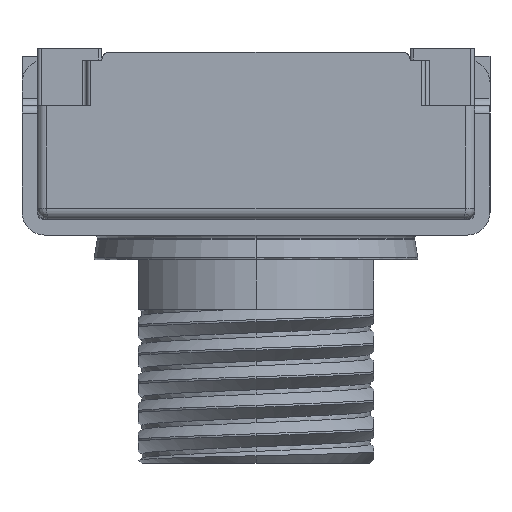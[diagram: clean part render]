
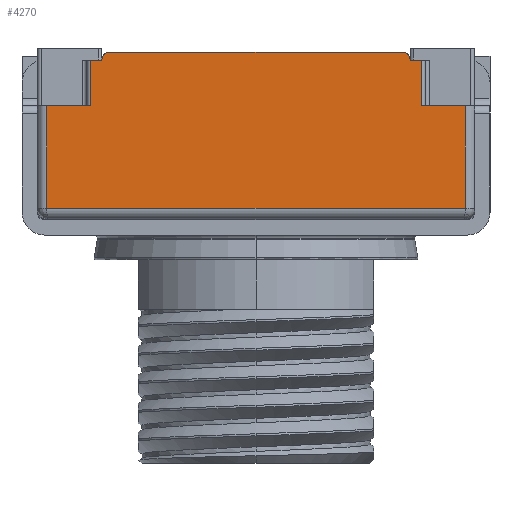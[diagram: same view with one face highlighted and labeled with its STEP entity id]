
A CAD part, left-side view. The second image highlights one B-rep face of the part: STEP entity #4270.
In plain terms, the highlighted face is planar.
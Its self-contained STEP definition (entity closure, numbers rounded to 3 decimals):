
#500=CARTESIAN_POINT('',(9.6,11.5,-0.2));
#510=VERTEX_POINT('',#500);
#560=CARTESIAN_POINT('',(1.7,11.5,-0.2));
#570=DIRECTION('',(1.,0.,0.));
#580=VECTOR('',#570,1.);
#590=LINE('',#560,#580);
#600=CARTESIAN_POINT('',(1.9,11.5,-0.2));
#610=VERTEX_POINT('',#600);
#620=EDGE_CURVE('',#610,#510,#590,.T.);
#3350=CARTESIAN_POINT('',(5.75,11.5,0.9));
#3360=DIRECTION('',(0.,1.,0.));
#3370=DIRECTION('',(0.,0.,1.));
#3380=AXIS2_PLACEMENT_3D('',#3350,#3360,#3370);
#3390=PLANE('',#3380);
#3400=CARTESIAN_POINT('',(11.5,11.5,3.9));
#3410=DIRECTION('',(1.,0.,0.));
#3420=VECTOR('',#3410,1.);
#3430=LINE('',#3400,#3420);
#3440=CARTESIAN_POINT('',(0.25,11.5,3.9));
#3450=VERTEX_POINT('',#3440);
#3460=CARTESIAN_POINT('',(11.25,11.5,3.9));
#3470=VERTEX_POINT('',#3460);
#3480=EDGE_CURVE('',#3450,#3470,#3430,.T.);
#3490=ORIENTED_EDGE('',*,*,#3480,.T.);
#3500=CARTESIAN_POINT('',(0.25,11.5,4.2));
#3510=DIRECTION('',(0.,0.,-1.));
#3520=VECTOR('',#3510,1.);
#3530=LINE('',#3500,#3520);
#3540=CARTESIAN_POINT('',(0.25,11.5,1.2));
#3550=VERTEX_POINT('',#3540);
#3560=EDGE_CURVE('',#3450,#3550,#3530,.T.);
#3570=ORIENTED_EDGE('',*,*,#3560,.F.);
#3580=CARTESIAN_POINT('',(1.3,11.5,1.2));
#3590=DIRECTION('',(-1.,0.,0.));
#3600=VECTOR('',#3590,1.);
#3610=LINE('',#3580,#3600);
#3620=CARTESIAN_POINT('',(1.4,11.5,1.2));
#3630=VERTEX_POINT('',#3620);
#3640=EDGE_CURVE('',#3630,#3550,#3610,.T.);
#3650=ORIENTED_EDGE('',*,*,#3640,.T.);
#3660=CARTESIAN_POINT('',(1.4,11.5,0.));
#3670=DIRECTION('',(0.,0.,1.));
#3680=VECTOR('',#3670,1.);
#3690=LINE('',#3660,#3680);
#3700=CARTESIAN_POINT('',(1.4,11.5,0.));
#3710=VERTEX_POINT('',#3700);
#3720=EDGE_CURVE('',#3710,#3630,#3690,.T.);
#3730=ORIENTED_EDGE('',*,*,#3720,.T.);
#3740=CARTESIAN_POINT('',(5.75,11.5,0.));
#3750=DIRECTION('',(-1.,0.,0.));
#3760=VECTOR('',#3750,1.);
#3770=LINE('',#3740,#3760);
#3780=CARTESIAN_POINT('',(1.7,11.5,0.));
#3790=VERTEX_POINT('',#3780);
#3800=EDGE_CURVE('',#3790,#3710,#3770,.T.);
#3810=ORIENTED_EDGE('',*,*,#3800,.T.);
#3820=CARTESIAN_POINT('',(1.9,11.5,0.));
#3830=DIRECTION('',(0.,1.,0.));
#3840=DIRECTION('',(-1.,0.,0.));
#3850=AXIS2_PLACEMENT_3D('',#3820,#3830,#3840);
#3860=CIRCLE('',#3850,0.2);
#3870=EDGE_CURVE('',#610,#3790,#3860,.T.);
#3880=ORIENTED_EDGE('',*,*,#3870,.T.);
#3890=ORIENTED_EDGE('',*,*,#620,.F.);
#3900=CARTESIAN_POINT('',(9.6,11.5,0.));
#3910=DIRECTION('',(0.,-1.,0.));
#3920=DIRECTION('',(1.,0.,0.));
#3930=AXIS2_PLACEMENT_3D('',#3900,#3910,#3920);
#3940=CIRCLE('',#3930,0.2);
#3950=CARTESIAN_POINT('',(9.8,11.5,0.));
#3960=VERTEX_POINT('',#3950);
#3970=EDGE_CURVE('',#510,#3960,#3940,.T.);
#3980=ORIENTED_EDGE('',*,*,#3970,.F.);
#3990=CARTESIAN_POINT('',(10.1,11.5,0.));
#4000=VERTEX_POINT('',#3990);
#4010=EDGE_CURVE('',#4000,#3960,#3770,.T.);
#4020=ORIENTED_EDGE('',*,*,#4010,.T.);
#4030=CARTESIAN_POINT('',(10.1,11.5,0.));
#4040=DIRECTION('',(0.,0.,-1.));
#4050=VECTOR('',#4040,1.);
#4060=LINE('',#4030,#4050);
#4070=CARTESIAN_POINT('',(10.1,11.5,1.2));
#4080=VERTEX_POINT('',#4070);
#4090=EDGE_CURVE('',#4080,#4000,#4060,.T.);
#4100=ORIENTED_EDGE('',*,*,#4090,.T.);
#4110=CARTESIAN_POINT('',(10.2,11.5,1.2));
#4120=DIRECTION('',(1.,0.,0.));
#4130=VECTOR('',#4120,1.);
#4140=LINE('',#4110,#4130);
#4150=CARTESIAN_POINT('',(11.25,11.5,1.2));
#4160=VERTEX_POINT('',#4150);
#4170=EDGE_CURVE('',#4080,#4160,#4140,.T.);
#4180=ORIENTED_EDGE('',*,*,#4170,.F.);
#4190=CARTESIAN_POINT('',(11.25,11.5,4.2));
#4200=DIRECTION('',(0.,0.,-1.));
#4210=VECTOR('',#4200,1.);
#4220=LINE('',#4190,#4210);
#4230=EDGE_CURVE('',#3470,#4160,#4220,.T.);
#4240=ORIENTED_EDGE('',*,*,#4230,.T.);
#4250=EDGE_LOOP('',(#4240,#4180,#4100,#4020,#3980,#3890,#3880,#3810,
#3730,#3650,#3570,#3490));
#4260=FACE_OUTER_BOUND('',#4250,.T.);
#4270=ADVANCED_FACE('',(#4260),#3390,.T.);
